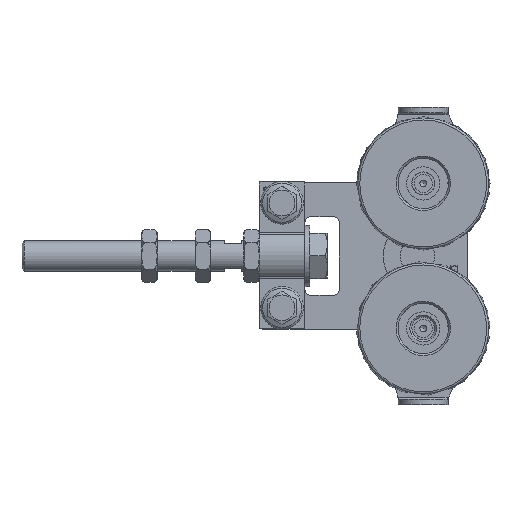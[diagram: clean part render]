
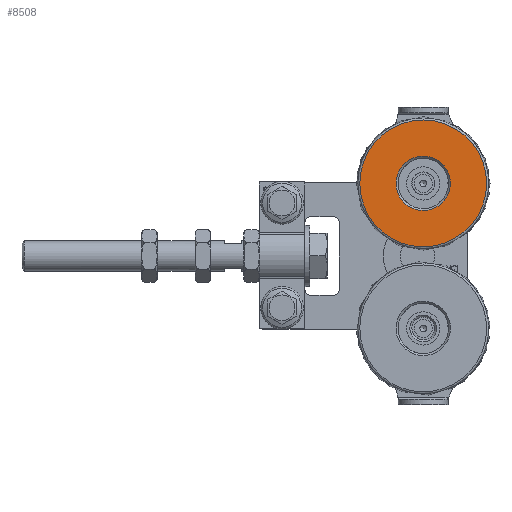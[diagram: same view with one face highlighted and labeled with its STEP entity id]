
A CAD part, top view. The second image highlights one B-rep face of the part: STEP entity #8508.
In plain terms, the highlighted face is planar.
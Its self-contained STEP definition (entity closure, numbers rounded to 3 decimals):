
#643=FACE_BOUND('',#1917,.T.);
#904=CIRCLE('',#9471,14.25);
#905=CIRCLE('',#9473,33.248);
#1371=FACE_OUTER_BOUND('',#1916,.T.);
#1916=EDGE_LOOP('',(#7649));
#1917=EDGE_LOOP('',(#7650));
#4140=VERTEX_POINT('',#15023);
#4141=VERTEX_POINT('',#15027);
#5319=EDGE_CURVE('',#4140,#4140,#904,.T.);
#5320=EDGE_CURVE('',#4141,#4141,#905,.T.);
#7649=ORIENTED_EDGE('',*,*,#5320,.F.);
#7650=ORIENTED_EDGE('',*,*,#5319,.F.);
#8050=PLANE('',#9472);
#8508=ADVANCED_FACE('',(#1371,#643),#8050,.T.);
#9471=AXIS2_PLACEMENT_3D('',#15025,#11590,#11591);
#9472=AXIS2_PLACEMENT_3D('',#15026,#11592,#11593);
#9473=AXIS2_PLACEMENT_3D('',#15028,#11594,#11595);
#11590=DIRECTION('center_axis',(-1.,0.,0.));
#11591=DIRECTION('ref_axis',(0.,0.,-1.));
#11592=DIRECTION('center_axis',(-1.,0.,0.));
#11593=DIRECTION('ref_axis',(0.,0.,1.));
#11594=DIRECTION('center_axis',(1.,0.,0.));
#11595=DIRECTION('ref_axis',(0.,0.,-1.));
#15023=CARTESIAN_POINT('',(-6.,0.,14.25));
#15025=CARTESIAN_POINT('Origin',(-6.,0.,0.));
#15026=CARTESIAN_POINT('Origin',(-6.,0.,13.25));
#15027=CARTESIAN_POINT('',(-6.,0.,-33.248));
#15028=CARTESIAN_POINT('Origin',(-6.,0.,0.));
